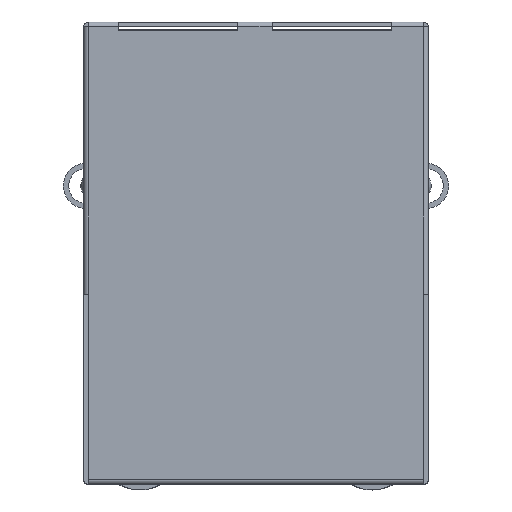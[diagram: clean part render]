
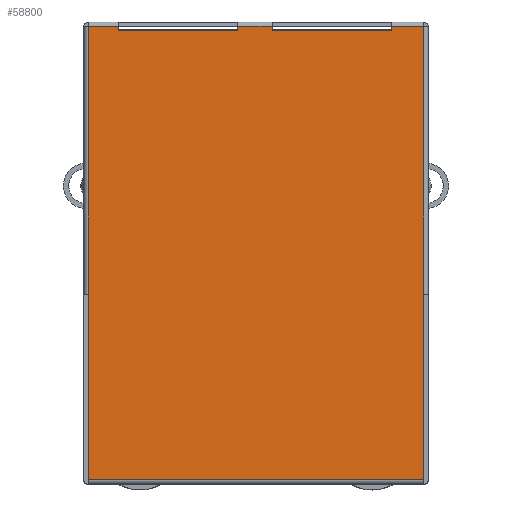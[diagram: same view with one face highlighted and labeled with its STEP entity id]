
A CAD part, top view. The second image highlights one B-rep face of the part: STEP entity #58800.
In plain terms, the highlighted planar face has unit normal (0, 0, 1).
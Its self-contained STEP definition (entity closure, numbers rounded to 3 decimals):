
#58773 = EDGE_CURVE('',#58774,#58776,#58778,.T.);
#58774 = VERTEX_POINT('',#58775);
#58775 = CARTESIAN_POINT('',(6.25,10.285,13.65));
#58776 = VERTEX_POINT('',#58777);
#58777 = CARTESIAN_POINT('',(0.75,10.285,13.65));
#58778 = LINE('',#58779,#58780);
#58779 = CARTESIAN_POINT('',(6.25,10.285,13.65));
#58780 = VECTOR('',#58781,1.);
#58781 = DIRECTION('',(-1.,0.,0.));
#58800 = ADVANCED_FACE('',(#58801),#58906,.T.);
#58801 = FACE_BOUND('',#58802,.T.);
#58802 = EDGE_LOOP('',(#58803,#58813,#58821,#58829,#58837,#58845,#58853,
    #58861,#58867,#58868,#58876,#58884,#58892,#58900));
#58803 = ORIENTED_EDGE('',*,*,#58804,.T.);
#58804 = EDGE_CURVE('',#58805,#58807,#58809,.T.);
#58805 = VERTEX_POINT('',#58806);
#58806 = CARTESIAN_POINT('',(-6.35,10.475,13.65));
#58807 = VERTEX_POINT('',#58808);
#58808 = CARTESIAN_POINT('',(-7.75,10.475,
    13.65));
#58809 = LINE('',#58810,#58811);
#58810 = CARTESIAN_POINT('',(-6.35,10.475,13.65));
#58811 = VECTOR('',#58812,1.);
#58812 = DIRECTION('',(-1.,0.,
    0.));
#58813 = ORIENTED_EDGE('',*,*,#58814,.T.);
#58814 = EDGE_CURVE('',#58807,#58815,#58817,.T.);
#58815 = VERTEX_POINT('',#58816);
#58816 = CARTESIAN_POINT('',(-7.75,-1.904,
    13.65));
#58817 = LINE('',#58818,#58819);
#58818 = CARTESIAN_POINT('',(-7.75,10.475,
    13.65));
#58819 = VECTOR('',#58820,1.);
#58820 = DIRECTION('',(0.,-1.,0.));
#58821 = ORIENTED_EDGE('',*,*,#58822,.T.);
#58822 = EDGE_CURVE('',#58815,#58823,#58825,.T.);
#58823 = VERTEX_POINT('',#58824);
#58824 = CARTESIAN_POINT('',(-7.75,-10.475,
    13.65));
#58825 = LINE('',#58826,#58827);
#58826 = CARTESIAN_POINT('',(-7.75,-1.904,
    13.65));
#58827 = VECTOR('',#58828,1.);
#58828 = DIRECTION('',(0.,-1.,0.));
#58829 = ORIENTED_EDGE('',*,*,#58830,.T.);
#58830 = EDGE_CURVE('',#58823,#58831,#58833,.T.);
#58831 = VERTEX_POINT('',#58832);
#58832 = CARTESIAN_POINT('',(7.75,-10.475,
    13.65));
#58833 = LINE('',#58834,#58835);
#58834 = CARTESIAN_POINT('',(-7.75,-10.475,
    13.65));
#58835 = VECTOR('',#58836,1.);
#58836 = DIRECTION('',(1.,0.,0.));
#58837 = ORIENTED_EDGE('',*,*,#58838,.F.);
#58838 = EDGE_CURVE('',#58839,#58831,#58841,.T.);
#58839 = VERTEX_POINT('',#58840);
#58840 = CARTESIAN_POINT('',(7.75,-1.904,
    13.65));
#58841 = LINE('',#58842,#58843);
#58842 = CARTESIAN_POINT('',(7.75,-1.904,
    13.65));
#58843 = VECTOR('',#58844,1.);
#58844 = DIRECTION('',(0.,-1.,0.));
#58845 = ORIENTED_EDGE('',*,*,#58846,.T.);
#58846 = EDGE_CURVE('',#58839,#58847,#58849,.T.);
#58847 = VERTEX_POINT('',#58848);
#58848 = CARTESIAN_POINT('',(7.75,10.475,
    13.65));
#58849 = LINE('',#58850,#58851);
#58850 = CARTESIAN_POINT('',(7.75,-1.904,
    13.65));
#58851 = VECTOR('',#58852,1.);
#58852 = DIRECTION('',(0.,1.,0.));
#58853 = ORIENTED_EDGE('',*,*,#58854,.T.);
#58854 = EDGE_CURVE('',#58847,#58855,#58857,.T.);
#58855 = VERTEX_POINT('',#58856);
#58856 = CARTESIAN_POINT('',(6.25,10.475,
    13.65));
#58857 = LINE('',#58858,#58859);
#58858 = CARTESIAN_POINT('',(7.75,10.475,
    13.65));
#58859 = VECTOR('',#58860,1.);
#58860 = DIRECTION('',(-1.,0.,
    0.));
#58861 = ORIENTED_EDGE('',*,*,#58862,.T.);
#58862 = EDGE_CURVE('',#58855,#58774,#58863,.T.);
#58863 = LINE('',#58864,#58865);
#58864 = CARTESIAN_POINT('',(6.25,10.475,
    13.65));
#58865 = VECTOR('',#58866,1.);
#58866 = DIRECTION('',(0.,-1.,0.));
#58867 = ORIENTED_EDGE('',*,*,#58773,.T.);
#58868 = ORIENTED_EDGE('',*,*,#58869,.F.);
#58869 = EDGE_CURVE('',#58870,#58776,#58872,.T.);
#58870 = VERTEX_POINT('',#58871);
#58871 = CARTESIAN_POINT('',(0.75,10.475,13.65));
#58872 = LINE('',#58873,#58874);
#58873 = CARTESIAN_POINT('',(0.75,10.475,13.65));
#58874 = VECTOR('',#58875,1.);
#58875 = DIRECTION('',(0.,-1.,
    0.));
#58876 = ORIENTED_EDGE('',*,*,#58877,.T.);
#58877 = EDGE_CURVE('',#58870,#58878,#58880,.T.);
#58878 = VERTEX_POINT('',#58879);
#58879 = CARTESIAN_POINT('',(-0.85,10.475,13.65));
#58880 = LINE('',#58881,#58882);
#58881 = CARTESIAN_POINT('',(0.75,10.475,13.65));
#58882 = VECTOR('',#58883,1.);
#58883 = DIRECTION('',(-1.,0.,
    0.));
#58884 = ORIENTED_EDGE('',*,*,#58885,.T.);
#58885 = EDGE_CURVE('',#58878,#58886,#58888,.T.);
#58886 = VERTEX_POINT('',#58887);
#58887 = CARTESIAN_POINT('',(-0.85,10.285,13.65));
#58888 = LINE('',#58889,#58890);
#58889 = CARTESIAN_POINT('',(-0.85,10.475,13.65));
#58890 = VECTOR('',#58891,1.);
#58891 = DIRECTION('',(0.,-1.,0.));
#58892 = ORIENTED_EDGE('',*,*,#58893,.F.);
#58893 = EDGE_CURVE('',#58894,#58886,#58896,.T.);
#58894 = VERTEX_POINT('',#58895);
#58895 = CARTESIAN_POINT('',(-6.35,10.285,13.65));
#58896 = LINE('',#58897,#58898);
#58897 = CARTESIAN_POINT('',(-6.35,10.285,13.65));
#58898 = VECTOR('',#58899,1.);
#58899 = DIRECTION('',(1.,0.,0.));
#58900 = ORIENTED_EDGE('',*,*,#58901,.F.);
#58901 = EDGE_CURVE('',#58805,#58894,#58902,.T.);
#58902 = LINE('',#58903,#58904);
#58903 = CARTESIAN_POINT('',(-6.35,10.475,13.65));
#58904 = VECTOR('',#58905,1.);
#58905 = DIRECTION('',(0.,-1.,
    0.));
#58906 = PLANE('',#58907);
#58907 = AXIS2_PLACEMENT_3D('',#58908,#58909,#58910);
#58908 = CARTESIAN_POINT('',(0.,0.,13.65
    ));
#58909 = DIRECTION('',(0.,0.,1.));
#58910 = DIRECTION('',(1.,0.,-0.));
